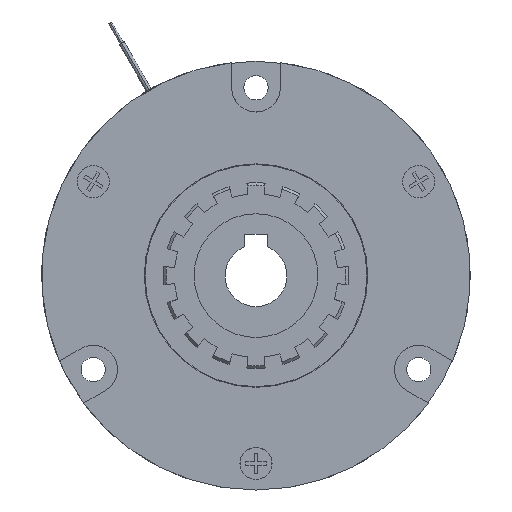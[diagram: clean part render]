
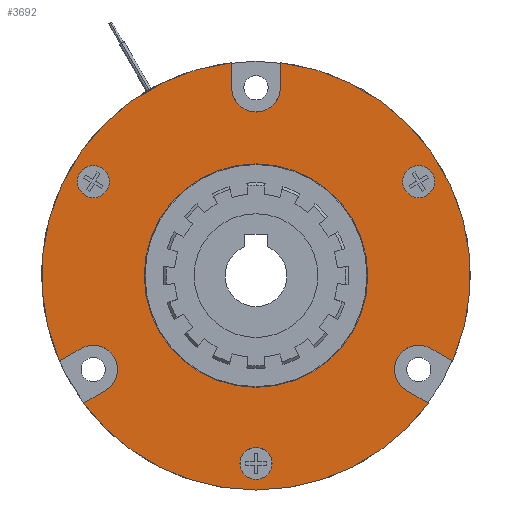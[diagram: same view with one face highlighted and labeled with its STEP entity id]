
A CAD part, left-side view. The second image highlights one B-rep face of the part: STEP entity #3692.
In plain terms, the highlighted planar face has unit normal (-1, 0, 0).
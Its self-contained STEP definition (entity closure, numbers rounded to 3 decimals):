
#3191=CARTESIAN_POINT('POINT231',(8.2,34.056,
   -26.013));
#3192=VERTEX_POINT('VERTEX231',#3191);
#3199=CARTESIAN_POINT('POINT232',(8.2,39.556,
   -16.487));
#3200=VERTEX_POINT('VERTEX232',#3199);
#3201=CARTESIAN_POINT('POS305',(8.2,36.806,
   -21.25));
#3202=DIRECTION('DIR423',(1.,0.,0.));
#3203=DIRECTION('DIR424',(0.,-0.5,
   -0.866));
#3204=AXIS2_PLACEMENT_3D('AXIS119',#3201,#3202,#3203);
#3205=CIRCLE('ELLIPSE56',#3204,5.5);
#3206=EDGE_CURVE('EDGE343',#3200,#3192,#3205,.T.);
#3234=CARTESIAN_POINT('POINT233',(8.2,44.481,
   -19.33));
#3235=VERTEX_POINT('VERTEX233',#3234);
#3244=CARTESIAN_POINT('POS309',(8.2,23.751,
   -7.362));
#3245=DIRECTION('DIR429',(0.,-0.866,
   0.5));
#3246=VECTOR('VEC189',#3245,25.4);
#3247=LINE('STRAIGHT189',#3244,#3246);
#3248=EDGE_CURVE('EDGE346',#3235,#3200,#3247,.T.);
#3254=CARTESIAN_POINT('POINT234',(8.2,5.5,
   48.187));
#3255=VERTEX_POINT('VERTEX234',#3254);
#3256=CARTESIAN_POINT('POS310',(8.2,0.,0.));
#3257=DIRECTION('DIR430',(-1.,0.,0.));
#3258=DIRECTION('DIR431',(0.,0.,-1.));
#3259=AXIS2_PLACEMENT_3D('AXIS121',#3256,#3257,#3258);
#3260=CIRCLE('ELLIPSE57',#3259,48.5);
#3261=EDGE_CURVE('EDGE347',#3255,#3235,#3260,.T.);
#3279=CARTESIAN_POINT('POINT235',(8.2,
   5.5,42.5));
#3280=VERTEX_POINT('VERTEX235',#3279);
#3281=CARTESIAN_POINT('POS313',(8.2,5.5,
   21.25));
#3282=DIRECTION('DIR435',(0.,0.,1.));
#3283=VECTOR('VEC191',#3282,25.4);
#3284=LINE('STRAIGHT191',#3281,#3283);
#3285=EDGE_CURVE('EDGE349',#3280,#3255,#3284,.T.);
#3311=CARTESIAN_POINT('POINT236',(8.2,-5.5,
   42.5));
#3312=VERTEX_POINT('VERTEX236',#3311);
#3313=CARTESIAN_POINT('POS315',(8.2,0.,
   42.5));
#3314=DIRECTION('DIR437',(1.,0.,0.));
#3315=DIRECTION('DIR438',(0.,1.,0.));
#3316=AXIS2_PLACEMENT_3D('AXIS123',#3313,#3314,#3315);
#3317=CIRCLE('ELLIPSE58',#3316,5.5);
#3318=EDGE_CURVE('EDGE351',#3312,#3280,#3317,.T.);
#3334=CARTESIAN_POINT('POINT237',(8.2,-5.5,
   48.187));
#3335=VERTEX_POINT('VERTEX237',#3334);
#3344=CARTESIAN_POINT('POS319',(8.2,-5.5,
   24.25));
#3345=DIRECTION('DIR443',(0.,0.,-1.));
#3346=VECTOR('VEC195',#3345,25.4);
#3347=LINE('STRAIGHT195',#3344,#3346);
#3348=EDGE_CURVE('EDGE354',#3335,#3312,#3347,.T.);
#3354=CARTESIAN_POINT('POINT238',(8.2,-44.481,
   -19.33));
#3355=VERTEX_POINT('VERTEX238',#3354);
#3356=EDGE_CURVE('EDGE355',#3355,#3335,#3260,.T.);
#3370=CARTESIAN_POINT('POINT239',(8.2,-39.556,
   -16.487));
#3371=VERTEX_POINT('VERTEX239',#3370);
#3372=CARTESIAN_POINT('POS321',(8.2,-21.153,
   -5.862));
#3373=DIRECTION('DIR445',(0.,-0.866,
   -0.5));
#3374=VECTOR('VEC197',#3373,25.4);
#3375=LINE('STRAIGHT197',#3372,#3374);
#3376=EDGE_CURVE('EDGE357',#3371,#3355,#3375,.T.);
#3393=CARTESIAN_POINT('POINT240',(8.2,-34.056,
   -26.013));
#3394=VERTEX_POINT('VERTEX240',#3393);
#3395=CARTESIAN_POINT('POS323',(8.2,-36.806,
   -21.25));
#3396=DIRECTION('DIR447',(1.,0.,0.));
#3397=DIRECTION('DIR448',(0.,-0.5,
   0.866));
#3398=AXIS2_PLACEMENT_3D('AXIS125',#3395,#3396,#3397);
#3399=CIRCLE('ELLIPSE59',#3398,5.5);
#3400=EDGE_CURVE('EDGE359',#3394,#3371,#3399,.T.);
#3424=CARTESIAN_POINT('POINT241',(8.2,-38.981,
   -28.857));
#3425=VERTEX_POINT('VERTEX241',#3424);
#3434=CARTESIAN_POINT('POS327',(8.2,-18.251,
   -16.888));
#3435=DIRECTION('DIR453',(0.,0.866,
   0.5));
#3436=VECTOR('VEC201',#3435,25.4);
#3437=LINE('STRAIGHT201',#3434,#3436);
#3438=EDGE_CURVE('EDGE362',#3425,#3394,#3437,.T.);
#3443=CARTESIAN_POINT('POINT242',(8.2,0.,
   -48.5));
#3444=VERTEX_POINT('VERTEX242',#3443);
#3453=EDGE_CURVE('EDGE364',#3444,#3425,#3260,.T.);
#3459=CARTESIAN_POINT('POINT243',(8.2,38.981,
   -28.857));
#3460=VERTEX_POINT('VERTEX243',#3459);
#3461=EDGE_CURVE('EDGE365',#3460,#3444,#3260,.T.);
#3474=CARTESIAN_POINT('POS330',(8.2,15.653,
   -15.388));
#3475=DIRECTION('DIR456',(0.,0.866,
   -0.5));
#3476=VECTOR('VEC204',#3475,25.4);
#3477=LINE('STRAIGHT204',#3474,#3476);
#3478=EDGE_CURVE('EDGE367',#3192,#3460,#3477,.T.);
#3485=CARTESIAN_POINT('POINT244',(8.2,-38.621,
   18.107));
#3486=VERTEX_POINT('VERTEX244',#3485);
#3493=CARTESIAN_POINT('POINT245',(8.2,-34.991,
   24.393));
#3494=VERTEX_POINT('VERTEX245',#3493);
#3495=CARTESIAN_POINT('POS332',(8.2,-36.806,
   21.25));
#3496=DIRECTION('DIR458',(1.,0.,0.));
#3497=DIRECTION('DIR459',(0.,-0.5,
   -0.866));
#3498=AXIS2_PLACEMENT_3D('AXIS127',#3495,#3496,#3497);
#3499=CIRCLE('ELLIPSE60',#3498,3.63);
#3500=EDGE_CURVE('EDGE369',#3494,#3486,#3499,.T.);
#3520=EDGE_CURVE('EDGE371',#3486,#3494,#3499,.T.);
#3525=CARTESIAN_POINT('POINT246',(8.2,3.629,
   -42.5));
#3526=VERTEX_POINT('VERTEX246',#3525);
#3533=CARTESIAN_POINT('POINT247',(8.2,-3.63,
   -42.5));
#3534=VERTEX_POINT('VERTEX247',#3533);
#3535=CARTESIAN_POINT('POS336',(8.2,0.,
   -42.5));
#3536=DIRECTION('DIR464',(1.,0.,0.));
#3537=DIRECTION('DIR465',(0.,1.,0.));
#3538=AXIS2_PLACEMENT_3D('AXIS129',#3535,#3536,#3537);
#3539=CIRCLE('ELLIPSE61',#3538,3.63);
#3540=EDGE_CURVE('EDGE373',#3534,#3526,#3539,.T.);
#3560=EDGE_CURVE('EDGE375',#3526,#3534,#3539,.T.);
#3565=CARTESIAN_POINT('POINT248',(8.2,34.991,
   24.393));
#3566=VERTEX_POINT('VERTEX248',#3565);
#3573=CARTESIAN_POINT('POINT249',(8.2,38.621,
   18.107));
#3574=VERTEX_POINT('VERTEX249',#3573);
#3575=CARTESIAN_POINT('POS340',(8.2,36.806,
   21.25));
#3576=DIRECTION('DIR470',(1.,0.,0.));
#3577=DIRECTION('DIR471',(0.,-0.5,
   0.866));
#3578=AXIS2_PLACEMENT_3D('AXIS131',#3575,#3576,#3577);
#3579=CIRCLE('ELLIPSE62',#3578,3.63);
#3580=EDGE_CURVE('EDGE377',#3574,#3566,#3579,.T.);
#3600=EDGE_CURVE('EDGE379',#3566,#3574,#3579,.T.);
#3645=ORIENTED_EDGE('COEDGE746',*,*,#3600,.T.);
#3646=ORIENTED_EDGE('COEDGE747',*,*,#3580,.T.);
#3647=EDGE_LOOP('NONE',(#3645,#3646));
#3648=FACE_BOUND('LOOP1',#3647,.T.);
#3649=ORIENTED_EDGE('COEDGE748',*,*,#3560,.T.);
#3650=ORIENTED_EDGE('COEDGE749',*,*,#3540,.T.);
#3651=EDGE_LOOP('NONE',(#3649,#3650));
#3652=FACE_BOUND('LOOP1',#3651,.T.);
#3653=ORIENTED_EDGE('COEDGE750',*,*,#3520,.T.);
#3654=ORIENTED_EDGE('COEDGE751',*,*,#3500,.T.);
#3655=EDGE_LOOP('NONE',(#3653,#3654));
#3656=FACE_BOUND('LOOP1',#3655,.T.);
#3657=ORIENTED_EDGE('COEDGE752',*,*,#3478,.T.);
#3658=ORIENTED_EDGE('COEDGE753',*,*,#3461,.T.);
#3659=ORIENTED_EDGE('COEDGE754',*,*,#3453,.T.);
#3660=ORIENTED_EDGE('COEDGE755',*,*,#3438,.T.);
#3661=ORIENTED_EDGE('COEDGE756',*,*,#3400,.T.);
#3662=ORIENTED_EDGE('COEDGE757',*,*,#3376,.T.);
#3663=ORIENTED_EDGE('COEDGE758',*,*,#3356,.T.);
#3664=ORIENTED_EDGE('COEDGE759',*,*,#3348,.T.);
#3665=ORIENTED_EDGE('COEDGE760',*,*,#3318,.T.);
#3666=ORIENTED_EDGE('COEDGE761',*,*,#3285,.T.);
#3667=ORIENTED_EDGE('COEDGE762',*,*,#3261,.T.);
#3668=ORIENTED_EDGE('COEDGE763',*,*,#3248,.T.);
#3669=ORIENTED_EDGE('COEDGE764',*,*,#3206,.T.);
#3670=EDGE_LOOP('NONE',(#3657,#3658,#3659,#3660,#3661,#3662,#3663,#3664,
   #3665,#3666,#3667,#3668,#3669));
#3671=FACE_BOUND('LOOP1',#3670,.T.);
#3672=CARTESIAN_POINT('POINT252',(8.2,0.,
   25.275));
#3673=VERTEX_POINT('VERTEX252',#3672);
#3674=CARTESIAN_POINT('POINT253',(8.2,0.,
   -25.275));
#3675=VERTEX_POINT('VERTEX253',#3674);
#3676=CARTESIAN_POINT('POS347',(8.2,0.,0.));
#3677=DIRECTION('DIR481',(1.,0.,0.));
#3678=DIRECTION('DIR482',(0.,0.,1.));
#3679=AXIS2_PLACEMENT_3D('AXIS135',#3676,#3677,#3678);
#3680=CIRCLE('ELLIPSE64',#3679,25.275);
#3681=EDGE_CURVE('EDGE384',#3673,#3675,#3680,.T.);
#3682=ORIENTED_EDGE('COEDGE765',*,*,#3681,.T.);
#3683=EDGE_CURVE('EDGE385',#3675,#3673,#3680,.T.);
#3684=ORIENTED_EDGE('COEDGE766',*,*,#3683,.T.);
#3685=EDGE_LOOP('NONE',(#3682,#3684));
#3686=FACE_BOUND('LOOP1',#3685,.T.);
#3687=CARTESIAN_POINT('POS348',(8.2,0.,0.));
#3688=DIRECTION('DIR483',(-1.,0.,0.));
#3689=DIRECTION('DIR484',(0.,1.,0.));
#3690=AXIS2_PLACEMENT_3D('AXIS136',#3687,#3688,#3689);
#3691=PLANE('PLANE47',#3690);
#3692=ADVANCED_FACE('FACE144',(#3648,#3652,#3656,#3671,#3686),#3691,.T.)
   ;
